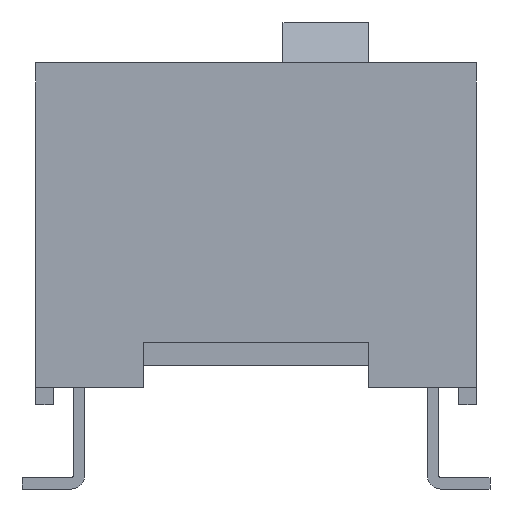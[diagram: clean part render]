
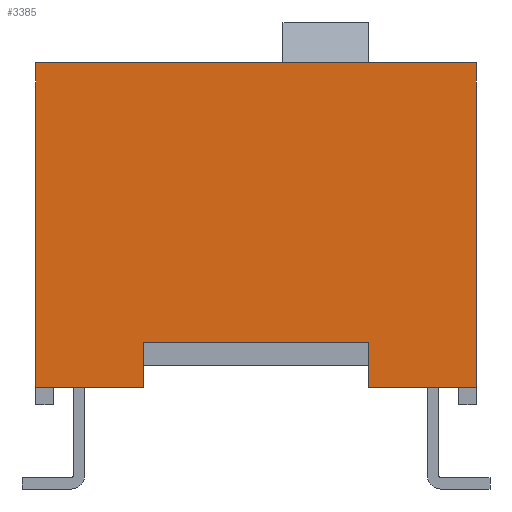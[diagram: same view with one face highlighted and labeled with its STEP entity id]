
A CAD part, left-side view. The second image highlights one B-rep face of the part: STEP entity #3385.
In plain terms, the highlighted planar face has unit normal (-1, 0, 0).
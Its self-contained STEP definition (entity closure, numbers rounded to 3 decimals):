
#2559=CARTESIAN_POINT('',(-3.63,-2.5,3.25));
#2560=VERTEX_POINT('',#2559);
#2561=CARTESIAN_POINT('',(-3.63,-2.5,2.25));
#2562=VERTEX_POINT('',#2561);
#2563=CARTESIAN_POINT('',(-3.63,-2.5,3.25));
#2564=DIRECTION('',(0.0,0.0,-1.0));
#2565=VECTOR('',#2564,1.0);
#2566=LINE('',#2563,#2565);
#2567=EDGE_CURVE('',#2560,#2562,#2566,.T.);
#2638=CARTESIAN_POINT('',(-3.63,2.5,3.25));
#2639=VERTEX_POINT('',#2638);
#2640=CARTESIAN_POINT('',(-3.63,2.5,3.25));
#2641=DIRECTION('',(0.0,-1.0,0.0));
#2642=VECTOR('',#2641,5.0);
#2643=LINE('',#2640,#2642);
#2644=EDGE_CURVE('',#2639,#2560,#2643,.T.);
#2662=CARTESIAN_POINT('',(-3.63,2.5,2.25));
#2663=VERTEX_POINT('',#2662);
#2664=CARTESIAN_POINT('',(-3.63,2.5,2.25));
#2665=DIRECTION('',(0.0,0.0,1.0));
#2666=VECTOR('',#2665,1.0);
#2667=LINE('',#2664,#2666);
#2668=EDGE_CURVE('',#2663,#2639,#2667,.T.);
#2941=CARTESIAN_POINT('',(-3.63,4.89,2.25));
#2942=VERTEX_POINT('',#2941);
#2943=CARTESIAN_POINT('',(-3.63,4.89,2.25));
#2944=DIRECTION('',(0.0,-1.0,0.0));
#2945=VECTOR('',#2944,2.39);
#2946=LINE('',#2943,#2945);
#2947=EDGE_CURVE('',#2942,#2663,#2946,.T.);
#2998=CARTESIAN_POINT('',(-3.63,-4.89,2.25));
#2999=VERTEX_POINT('',#2998);
#3006=CARTESIAN_POINT('',(-3.63,-2.5,2.25));
#3007=DIRECTION('',(0.0,-1.0,0.0));
#3008=VECTOR('',#3007,2.39);
#3009=LINE('',#3006,#3008);
#3010=EDGE_CURVE('',#2562,#2999,#3009,.T.);
#3324=CARTESIAN_POINT('',(-3.63,-4.89,9.47));
#3325=VERTEX_POINT('',#3324);
#3332=CARTESIAN_POINT('',(-3.63,-4.89,9.47));
#3333=DIRECTION('',(0.0,0.0,-1.0));
#3334=VECTOR('',#3333,7.22);
#3335=LINE('',#3332,#3334);
#3336=EDGE_CURVE('',#3325,#2999,#3335,.T.);
#3347=CARTESIAN_POINT('',(-3.63,4.89,9.47));
#3348=VERTEX_POINT('',#3347);
#3349=CARTESIAN_POINT('',(-3.63,4.89,9.47));
#3350=DIRECTION('',(0.0,0.0,-1.0));
#3351=VECTOR('',#3350,7.22);
#3352=LINE('',#3349,#3351);
#3353=EDGE_CURVE('',#3348,#2942,#3352,.T.);
#3365=CARTESIAN_POINT('',(-3.63,4.89,9.85));
#3366=DIRECTION('',(-1.0,0.0,0.0));
#3367=DIRECTION('',(0.0,0.0,1.0));
#3368=AXIS2_PLACEMENT_3D('',#3365,#3366,#3367);
#3369=PLANE('',#3368);
#3370=ORIENTED_EDGE('',*,*,#2567,.T.);
#3371=ORIENTED_EDGE('',*,*,#3010,.T.);
#3372=ORIENTED_EDGE('',*,*,#3336,.F.);
#3373=CARTESIAN_POINT('',(-3.63,-4.89,9.47));
#3374=DIRECTION('',(0.0,1.0,0.0));
#3375=VECTOR('',#3374,9.78);
#3376=LINE('',#3373,#3375);
#3377=EDGE_CURVE('',#3348,#3325,#3376,.F.);
#3378=ORIENTED_EDGE('',*,*,#3377,.F.);
#3379=ORIENTED_EDGE('',*,*,#3353,.T.);
#3380=ORIENTED_EDGE('',*,*,#2947,.T.);
#3381=ORIENTED_EDGE('',*,*,#2668,.T.);
#3382=ORIENTED_EDGE('',*,*,#2644,.T.);
#3383=EDGE_LOOP('',(#3370,#3371,#3372,#3378,#3379,#3380,#3381,#3382));
#3384=FACE_OUTER_BOUND('',#3383,.T.);
#3385=ADVANCED_FACE('',(#3384),#3369,.T.);
